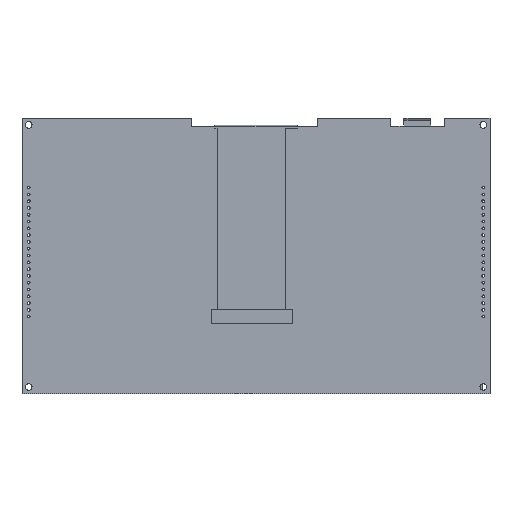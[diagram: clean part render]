
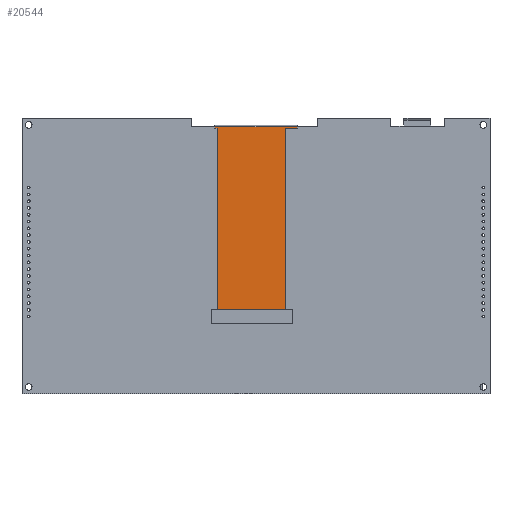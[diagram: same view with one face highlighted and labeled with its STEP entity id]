
A CAD part, front view. The second image highlights one B-rep face of the part: STEP entity #20544.
In plain terms, the highlighted face is planar.
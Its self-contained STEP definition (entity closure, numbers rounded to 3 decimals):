
#20106=DIRECTION('',(0.,1.,0.));
#20107=VECTOR('',#20106,0.42);
#20108=CARTESIAN_POINT('',(-15.5,-48.25,-0.8));
#20109=LINE('',#20108,#20107);
#20206=DIRECTION('',(-1.,0.,0.));
#20207=VECTOR('',#20206,31.);
#20208=CARTESIAN_POINT('',(15.5,-48.25,-0.8));
#20209=LINE('',#20208,#20207);
#20210=DIRECTION('',(-1.,0.,0.));
#20211=VECTOR('',#20210,4.5);
#20212=CARTESIAN_POINT('',(15.5,-47.83,-0.8));
#20213=LINE('',#20212,#20211);
#20214=DIRECTION('',(0.,-1.,0.));
#20215=VECTOR('',#20214,69.);
#20216=CARTESIAN_POINT('',(11.,21.17,-0.8));
#20217=LINE('',#20216,#20215);
#20218=DIRECTION('',(0.,-1.,0.));
#20219=VECTOR('',#20218,69.);
#20220=CARTESIAN_POINT('',(-14.5,21.17,-0.8));
#20221=LINE('',#20220,#20219);
#20222=DIRECTION('',(1.,0.,0.));
#20223=VECTOR('',#20222,1.);
#20224=CARTESIAN_POINT('',(-15.5,-47.83,-0.8));
#20225=LINE('',#20224,#20223);
#20263=DIRECTION('',(0.,1.,0.));
#20264=VECTOR('',#20263,0.42);
#20265=CARTESIAN_POINT('',(15.5,-48.25,-0.8));
#20266=LINE('',#20265,#20264);
#20288=DIRECTION('',(1.,0.,0.));
#20289=VECTOR('',#20288,25.5);
#20290=CARTESIAN_POINT('',(-14.5,21.17,-0.8));
#20291=LINE('',#20290,#20289);
#20293=CARTESIAN_POINT('',(15.5,-47.83,-0.8));
#20295=VERTEX_POINT('',#20293);
#20296=CARTESIAN_POINT('',(11.,-47.83,-0.8));
#20298=VERTEX_POINT('',#20296);
#20308=CARTESIAN_POINT('',(11.,21.17,-0.8));
#20309=VERTEX_POINT('',#20308);
#20312=CARTESIAN_POINT('',(-14.5,21.17,-0.8));
#20313=VERTEX_POINT('',#20312);
#20345=CARTESIAN_POINT('',(-15.5,-47.83,-0.8));
#20347=VERTEX_POINT('',#20345);
#20348=CARTESIAN_POINT('',(-14.5,-47.83,-0.8));
#20349=VERTEX_POINT('',#20348);
#20352=CARTESIAN_POINT('',(-15.5,-48.25,-0.8));
#20353=VERTEX_POINT('',#20352);
#20354=CARTESIAN_POINT('',(15.5,-48.25,-0.8));
#20355=VERTEX_POINT('',#20354);
#20523=CARTESIAN_POINT('',(-15.5,-48.8,-0.8));
#20524=DIRECTION('',(0.,0.,-1.));
#20525=DIRECTION('',(0.,1.,0.));
#20526=AXIS2_PLACEMENT_3D('',#20523,#20524,#20525);
#20527=PLANE('',#20526);
#20529=ORIENTED_EDGE('',*,*,#20528,.F.);
#20531=ORIENTED_EDGE('',*,*,#20530,.T.);
#20533=ORIENTED_EDGE('',*,*,#20532,.T.);
#20535=ORIENTED_EDGE('',*,*,#20534,.F.);
#20537=ORIENTED_EDGE('',*,*,#20536,.F.);
#20539=ORIENTED_EDGE('',*,*,#20538,.T.);
#20540=ORIENTED_EDGE('',*,*,#20515,.F.);
#20541=ORIENTED_EDGE('',*,*,#20367,.F.);
#20542=EDGE_LOOP('',(#20529,#20531,#20533,#20535,#20537,#20539,#20540,#20541));
#20543=FACE_OUTER_BOUND('',#20542,.F.);
#20367=EDGE_CURVE('',#20353,#20347,#20109,.T.);
#20515=EDGE_CURVE('',#20347,#20349,#20225,.T.);
#20528=EDGE_CURVE('',#20355,#20353,#20209,.T.);
#20530=EDGE_CURVE('',#20355,#20295,#20266,.T.);
#20532=EDGE_CURVE('',#20295,#20298,#20213,.T.);
#20534=EDGE_CURVE('',#20309,#20298,#20217,.T.);
#20536=EDGE_CURVE('',#20313,#20309,#20291,.T.);
#20538=EDGE_CURVE('',#20313,#20349,#20221,.T.);
#20544=ADVANCED_FACE('',(#20543),#20527,.T.);
